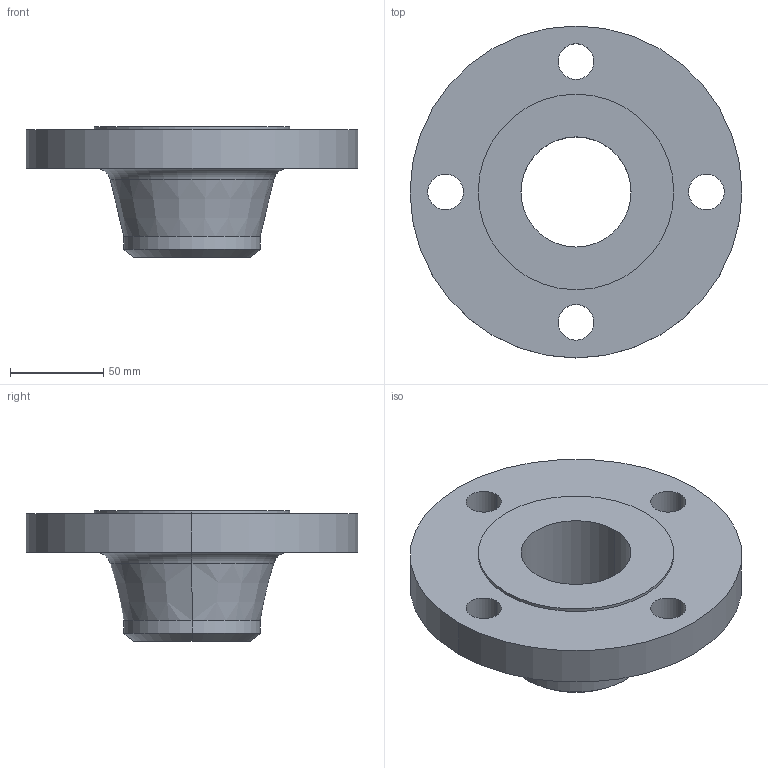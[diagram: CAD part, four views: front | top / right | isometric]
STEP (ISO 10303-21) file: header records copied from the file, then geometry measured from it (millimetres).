
FILE_DESCRIPTION (( 'STEP AP203' ), '1' );
FILE_NAME ('2-1_2_150_B165_RF_WNF_OB_80S.STEP', '2024-01-16T22:00:43', ( '' ), ( '' ), 'SwSTEP 2.0', 'SolidWorks 2023', '' );
FILE_SCHEMA (( 'CONFIG_CONTROL_DESIGN' ));
Length unit declared in the file: inch
Products named in the file (1): 2-1_2_150_B165_RF_WNF_OB_80S
Bounding box: 177.8 x 177.8 x 69.85 mm (x, y, z)
Volume: 550271.6 mm3; surface area: 80614.3 mm2
Topology: 1 solids, 1 shells, 26 faces, 60 edges, 38 vertices
Faces by surface type: cylinder 16, cone 4, plane 4, torus 2
Entity records: 855 total; most frequent: DIRECTION 154, CARTESIAN_POINT 125, ORIENTED_EDGE 120, AXIS2_PLACEMENT_3D 67, EDGE_CURVE 60, CIRCLE 40, VERTEX_POINT 38, EDGE_LOOP 38
